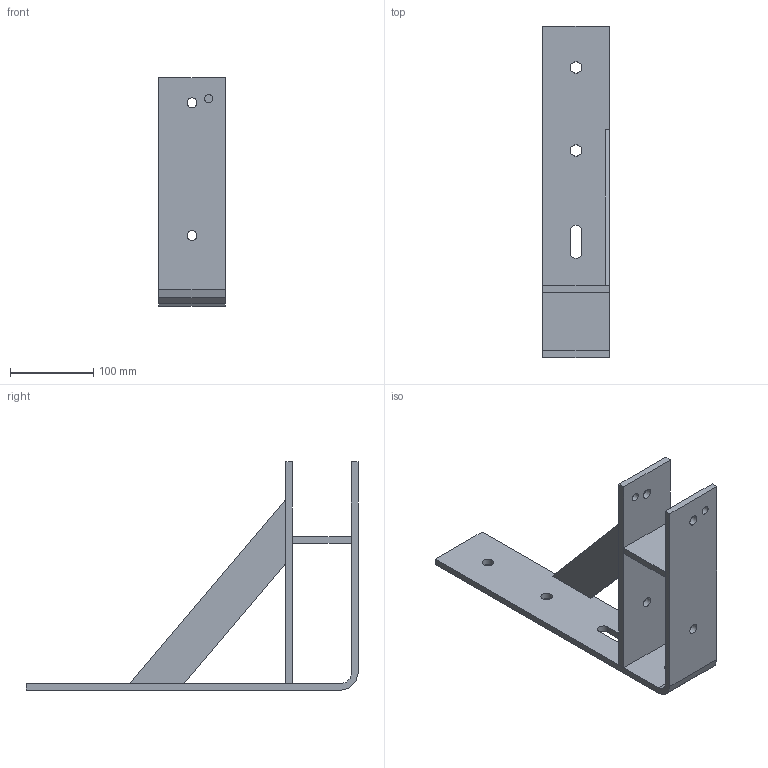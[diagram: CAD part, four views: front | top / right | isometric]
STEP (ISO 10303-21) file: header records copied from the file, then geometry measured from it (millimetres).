
FILE_DESCRIPTION(('Open CASCADE Model'),'2;1');
FILE_NAME('Open CASCADE Shape Model','2024-12-09T07:03:33',('Author'),( 'Open CASCADE'),'Open CASCADE STEP processor 7.3','Open CASCADE 7.3' ,'Unknown');
FILE_SCHEMA(('AUTOMOTIVE_DESIGN { 1 0 10303 214 1 1 1 1 }'));
Length unit declared in the file: millimetre
Products named in the file (6): product-7a8def28-5e03-4dc6-9cde-52e1e9784cc2-body 1; product-bbe1e19c-2b6d-459f-b246-b5133d3a206b-body 2; product-bbe1e19c-2b6d-459f-b246-b5133d3a206b-body 2.1; product-bbe1e19c-2b6d-459f-b246-b5133d3a206b-body 2.1.1; product-cddfc01b-d7d2-440e-8ca4-08044f66d89c-body 3; product-397e22e4-f0fe-4f63-9934-b247d26e2b49-body 4
Assembly tree (2 placements, depth 3):
  product-7a8def28-5e03-4dc6-9cde-52e1e9784cc2-body 1
  product-bbe1e19c-2b6d-459f-b246-b5133d3a206b-body 2
    product-bbe1e19c-2b6d-459f-b246-b5133d3a206b-body 2.1
      product-bbe1e19c-2b6d-459f-b246-b5133d3a206b-body 2.1.1
  product-cddfc01b-d7d2-440e-8ca4-08044f66d89c-body 3
  product-397e22e4-f0fe-4f63-9934-b247d26e2b49-body 4
Bounding box: 80 x 400 x 275 mm (x, y, z)
Volume: 685444.7 mm3; surface area: 206950.4 mm2
Topology: 4 solids, 4 shells, 45 faces, 111 edges, 74 vertices
Faces by surface type: plane 34, cylinder 11
Full cylindrical faces by diameter (mm): 10 x2, 12 x4, 14 x3
Entity records: 2869 total; most frequent: CARTESIAN_POINT 565, DIRECTION 396, LINE 245, VECTOR 245, ORIENTED_EDGE 222, PCURVE 222, DEFINITIONAL_REPRESENTATION 222, EDGE_CURVE 111
